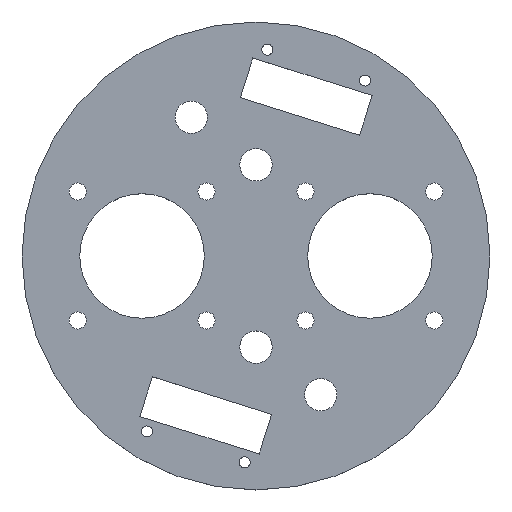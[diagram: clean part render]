
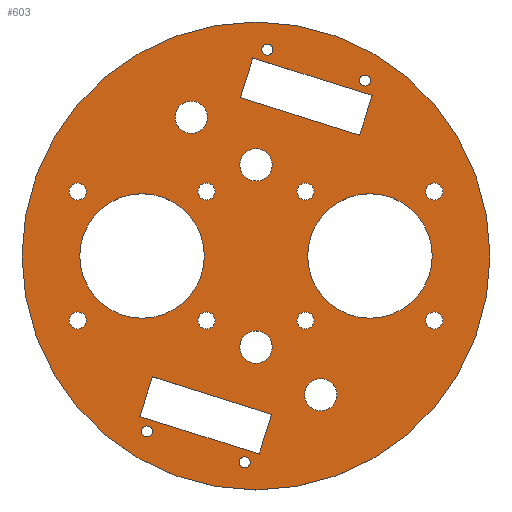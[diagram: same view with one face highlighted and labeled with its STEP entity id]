
A CAD part, top view. The second image highlights one B-rep face of the part: STEP entity #603.
In plain terms, the highlighted planar face has unit normal (0, 0, 1).
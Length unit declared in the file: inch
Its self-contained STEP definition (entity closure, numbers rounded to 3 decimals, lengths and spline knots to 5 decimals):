
#109=CIRCLE('',#665,0.04528);
#110=CIRCLE('',#666,0.04528);
#111=CIRCLE('',#667,1.925);
#112=CIRCLE('',#668,0.5125);
#113=CIRCLE('',#669,0.5125);
#114=CIRCLE('',#670,0.0705);
#115=CIRCLE('',#671,0.0705);
#116=CIRCLE('',#672,0.0705);
#117=CIRCLE('',#673,0.0705);
#118=CIRCLE('',#674,0.0705);
#119=CIRCLE('',#675,0.0705);
#120=CIRCLE('',#676,0.0705);
#121=CIRCLE('',#677,0.0705);
#122=CIRCLE('',#678,0.133);
#123=CIRCLE('',#679,0.133);
#124=CIRCLE('',#680,0.133);
#125=CIRCLE('',#681,0.133);
#126=CIRCLE('',#682,0.04528);
#127=CIRCLE('',#683,0.04528);
#155=ORIENTED_EDGE('',*,*,#279,.T.);
#156=ORIENTED_EDGE('',*,*,#280,.T.);
#157=ORIENTED_EDGE('',*,*,#281,.T.);
#158=ORIENTED_EDGE('',*,*,#282,.T.);
#159=ORIENTED_EDGE('',*,*,#283,.F.);
#160=ORIENTED_EDGE('',*,*,#284,.F.);
#161=ORIENTED_EDGE('',*,*,#285,.T.);
#162=ORIENTED_EDGE('',*,*,#286,.T.);
#163=ORIENTED_EDGE('',*,*,#287,.T.);
#164=ORIENTED_EDGE('',*,*,#288,.F.);
#165=ORIENTED_EDGE('',*,*,#289,.F.);
#166=ORIENTED_EDGE('',*,*,#290,.F.);
#167=ORIENTED_EDGE('',*,*,#291,.F.);
#168=ORIENTED_EDGE('',*,*,#292,.T.);
#169=ORIENTED_EDGE('',*,*,#293,.T.);
#170=ORIENTED_EDGE('',*,*,#294,.T.);
#171=ORIENTED_EDGE('',*,*,#295,.T.);
#172=ORIENTED_EDGE('',*,*,#296,.F.);
#173=ORIENTED_EDGE('',*,*,#297,.F.);
#174=ORIENTED_EDGE('',*,*,#298,.F.);
#175=ORIENTED_EDGE('',*,*,#299,.F.);
#176=ORIENTED_EDGE('',*,*,#300,.F.);
#177=ORIENTED_EDGE('',*,*,#301,.F.);
#178=ORIENTED_EDGE('',*,*,#302,.T.);
#179=ORIENTED_EDGE('',*,*,#303,.T.);
#180=ORIENTED_EDGE('',*,*,#304,.T.);
#181=ORIENTED_EDGE('',*,*,#305,.T.);
#279=EDGE_CURVE('',#341,#342,#376,.F.);
#280=EDGE_CURVE('',#342,#343,#377,.F.);
#281=EDGE_CURVE('',#343,#344,#378,.F.);
#282=EDGE_CURVE('',#344,#341,#379,.F.);
#283=EDGE_CURVE('',#345,#345,#109,.T.);
#284=EDGE_CURVE('',#346,#346,#110,.T.);
#285=EDGE_CURVE('',#347,#347,#111,.T.);
#286=EDGE_CURVE('',#348,#348,#112,.T.);
#287=EDGE_CURVE('',#349,#349,#113,.T.);
#288=EDGE_CURVE('',#350,#350,#114,.T.);
#289=EDGE_CURVE('',#351,#351,#115,.T.);
#290=EDGE_CURVE('',#352,#352,#116,.T.);
#291=EDGE_CURVE('',#353,#353,#117,.T.);
#292=EDGE_CURVE('',#354,#354,#118,.T.);
#293=EDGE_CURVE('',#355,#355,#119,.T.);
#294=EDGE_CURVE('',#356,#356,#120,.T.);
#295=EDGE_CURVE('',#357,#357,#121,.T.);
#296=EDGE_CURVE('',#358,#358,#122,.T.);
#297=EDGE_CURVE('',#359,#359,#123,.T.);
#298=EDGE_CURVE('',#360,#360,#124,.T.);
#299=EDGE_CURVE('',#361,#361,#125,.T.);
#300=EDGE_CURVE('',#362,#362,#126,.T.);
#301=EDGE_CURVE('',#363,#363,#127,.T.);
#302=EDGE_CURVE('',#364,#365,#380,.F.);
#303=EDGE_CURVE('',#365,#366,#381,.F.);
#304=EDGE_CURVE('',#366,#367,#382,.F.);
#305=EDGE_CURVE('',#367,#364,#383,.F.);
#341=VERTEX_POINT('',#961);
#342=VERTEX_POINT('',#962);
#343=VERTEX_POINT('',#964);
#344=VERTEX_POINT('',#966);
#345=VERTEX_POINT('',#969);
#346=VERTEX_POINT('',#971);
#347=VERTEX_POINT('',#973);
#348=VERTEX_POINT('',#975);
#349=VERTEX_POINT('',#977);
#350=VERTEX_POINT('',#979);
#351=VERTEX_POINT('',#981);
#352=VERTEX_POINT('',#983);
#353=VERTEX_POINT('',#985);
#354=VERTEX_POINT('',#987);
#355=VERTEX_POINT('',#989);
#356=VERTEX_POINT('',#991);
#357=VERTEX_POINT('',#993);
#358=VERTEX_POINT('',#995);
#359=VERTEX_POINT('',#997);
#360=VERTEX_POINT('',#999);
#361=VERTEX_POINT('',#1001);
#362=VERTEX_POINT('',#1003);
#363=VERTEX_POINT('',#1005);
#364=VERTEX_POINT('',#1007);
#365=VERTEX_POINT('',#1008);
#366=VERTEX_POINT('',#1010);
#367=VERTEX_POINT('',#1012);
#376=LINE('',#960,#400);
#377=LINE('',#963,#401);
#378=LINE('',#965,#402);
#379=LINE('',#967,#403);
#380=LINE('',#1006,#404);
#381=LINE('',#1009,#405);
#382=LINE('',#1011,#406);
#383=LINE('',#1013,#407);
#400=VECTOR('',#779,39.37008);
#401=VECTOR('',#780,39.37008);
#402=VECTOR('',#781,39.37008);
#403=VECTOR('',#782,39.37008);
#404=VECTOR('',#821,39.37008);
#405=VECTOR('',#822,39.37008);
#406=VECTOR('',#823,39.37008);
#407=VECTOR('',#824,39.37008);
#437=EDGE_LOOP('',(#155,#156,#157,#158));
#438=EDGE_LOOP('',(#159));
#439=EDGE_LOOP('',(#160));
#440=EDGE_LOOP('',(#161));
#441=EDGE_LOOP('',(#162));
#442=EDGE_LOOP('',(#163));
#443=EDGE_LOOP('',(#164));
#444=EDGE_LOOP('',(#165));
#445=EDGE_LOOP('',(#166));
#446=EDGE_LOOP('',(#167));
#447=EDGE_LOOP('',(#168));
#448=EDGE_LOOP('',(#169));
#449=EDGE_LOOP('',(#170));
#450=EDGE_LOOP('',(#171));
#451=EDGE_LOOP('',(#172));
#452=EDGE_LOOP('',(#173));
#453=EDGE_LOOP('',(#174));
#454=EDGE_LOOP('',(#175));
#455=EDGE_LOOP('',(#176));
#456=EDGE_LOOP('',(#177));
#457=EDGE_LOOP('',(#178,#179,#180,#181));
#525=FACE_BOUND('',#437,.T.);
#526=FACE_BOUND('',#438,.T.);
#527=FACE_BOUND('',#439,.T.);
#528=FACE_BOUND('',#440,.T.);
#529=FACE_BOUND('',#441,.T.);
#530=FACE_BOUND('',#442,.T.);
#531=FACE_BOUND('',#443,.T.);
#532=FACE_BOUND('',#444,.T.);
#533=FACE_BOUND('',#445,.T.);
#534=FACE_BOUND('',#446,.T.);
#535=FACE_BOUND('',#447,.T.);
#536=FACE_BOUND('',#448,.T.);
#537=FACE_BOUND('',#449,.T.);
#538=FACE_BOUND('',#450,.T.);
#539=FACE_BOUND('',#451,.T.);
#540=FACE_BOUND('',#452,.T.);
#541=FACE_BOUND('',#453,.T.);
#542=FACE_BOUND('',#454,.T.);
#543=FACE_BOUND('',#455,.T.);
#544=FACE_BOUND('',#456,.T.);
#545=FACE_BOUND('',#457,.T.);
#593=PLANE('',#664);
#603=ADVANCED_FACE('',(#525,#526,#527,#528,#529,#530,#531,#532,#533,#534,
#535,#536,#537,#538,#539,#540,#541,#542,#543,#544,#545),#593,.T.);
#664=AXIS2_PLACEMENT_3D('',#959,#777,#778);
#665=AXIS2_PLACEMENT_3D('',#968,#783,#784);
#666=AXIS2_PLACEMENT_3D('',#970,#785,#786);
#667=AXIS2_PLACEMENT_3D('',#972,#787,#788);
#668=AXIS2_PLACEMENT_3D('',#974,#789,#790);
#669=AXIS2_PLACEMENT_3D('',#976,#791,#792);
#670=AXIS2_PLACEMENT_3D('',#978,#793,#794);
#671=AXIS2_PLACEMENT_3D('',#980,#795,#796);
#672=AXIS2_PLACEMENT_3D('',#982,#797,#798);
#673=AXIS2_PLACEMENT_3D('',#984,#799,#800);
#674=AXIS2_PLACEMENT_3D('',#986,#801,#802);
#675=AXIS2_PLACEMENT_3D('',#988,#803,#804);
#676=AXIS2_PLACEMENT_3D('',#990,#805,#806);
#677=AXIS2_PLACEMENT_3D('',#992,#807,#808);
#678=AXIS2_PLACEMENT_3D('',#994,#809,#810);
#679=AXIS2_PLACEMENT_3D('',#996,#811,#812);
#680=AXIS2_PLACEMENT_3D('',#998,#813,#814);
#681=AXIS2_PLACEMENT_3D('',#1000,#815,#816);
#682=AXIS2_PLACEMENT_3D('',#1002,#817,#818);
#683=AXIS2_PLACEMENT_3D('',#1004,#819,#820);
#777=DIRECTION('',(0.,0.,1.));
#778=DIRECTION('',(1.,0.,0.));
#779=DIRECTION('',(0.301,0.954,0.));
#780=DIRECTION('',(0.954,-0.301,0.));
#781=DIRECTION('',(-0.301,-0.954,0.));
#782=DIRECTION('',(-0.954,0.301,0.));
#783=DIRECTION('',(0.,0.,1.));
#784=DIRECTION('',(1.,0.,0.));
#785=DIRECTION('',(0.,0.,1.));
#786=DIRECTION('',(1.,0.,0.));
#787=DIRECTION('',(0.,0.,1.));
#788=DIRECTION('',(1.,0.,0.));
#789=DIRECTION('',(0.,0.,-1.));
#790=DIRECTION('',(-1.,0.,0.));
#791=DIRECTION('',(0.,0.,-1.));
#792=DIRECTION('',(-1.,0.,0.));
#793=DIRECTION('',(0.,0.,1.));
#794=DIRECTION('',(1.,0.,0.));
#795=DIRECTION('',(0.,0.,1.));
#796=DIRECTION('',(1.,0.,0.));
#797=DIRECTION('',(0.,0.,1.));
#798=DIRECTION('',(1.,0.,0.));
#799=DIRECTION('',(0.,0.,1.));
#800=DIRECTION('',(1.,0.,0.));
#801=DIRECTION('',(0.,0.,-1.));
#802=DIRECTION('',(-1.,0.,0.));
#803=DIRECTION('',(0.,0.,-1.));
#804=DIRECTION('',(-1.,0.,0.));
#805=DIRECTION('',(0.,0.,-1.));
#806=DIRECTION('',(-1.,0.,0.));
#807=DIRECTION('',(0.,0.,-1.));
#808=DIRECTION('',(-1.,0.,0.));
#809=DIRECTION('',(0.,0.,1.));
#810=DIRECTION('',(1.,0.,0.));
#811=DIRECTION('',(0.,0.,1.));
#812=DIRECTION('',(1.,0.,0.));
#813=DIRECTION('',(0.,0.,1.));
#814=DIRECTION('',(1.,0.,0.));
#815=DIRECTION('',(0.,0.,1.));
#816=DIRECTION('',(1.,0.,0.));
#817=DIRECTION('',(0.,0.,1.));
#818=DIRECTION('',(1.,0.,0.));
#819=DIRECTION('',(0.,0.,1.));
#820=DIRECTION('',(1.,0.,0.));
#821=DIRECTION('',(-0.301,-0.954,0.));
#822=DIRECTION('',(-0.954,0.301,0.));
#823=DIRECTION('',(0.301,0.954,0.));
#824=DIRECTION('',(0.954,-0.301,0.));
#959=CARTESIAN_POINT('',(0.,0.,0.125));
#960=CARTESIAN_POINT('',(0.49056,-0.15467,0.125));
#961=CARTESIAN_POINT('',(0.12859,-1.3027,0.125));
#962=CARTESIAN_POINT('',(0.02559,-1.62937,0.125));
#963=CARTESIAN_POINT('',(-0.46497,-1.47469,0.125));
#964=CARTESIAN_POINT('',(-0.95553,-1.32002,0.125));
#965=CARTESIAN_POINT('',(-0.49056,0.15467,0.125));
#966=CARTESIAN_POINT('',(-0.85254,-0.99335,0.125));
#967=CARTESIAN_POINT('',(-0.36197,-1.14803,0.125));
#968=CARTESIAN_POINT('',(-0.09283,-1.69729,0.125));
#969=CARTESIAN_POINT('',(-0.04756,-1.69729,0.125));
#970=CARTESIAN_POINT('',(-0.89748,-1.44359,0.125));
#971=CARTESIAN_POINT('',(-0.85221,-1.44359,0.125));
#972=CARTESIAN_POINT('',(0.,0.,0.125));
#973=CARTESIAN_POINT('',(1.925,0.,0.125));
#974=CARTESIAN_POINT('',(-0.9375,0.,0.125));
#975=CARTESIAN_POINT('',(-1.45,0.,0.125));
#976=CARTESIAN_POINT('',(0.9375,0.,0.125));
#977=CARTESIAN_POINT('',(0.425,0.,0.125));
#978=CARTESIAN_POINT('',(-0.40717,0.53033,0.125));
#979=CARTESIAN_POINT('',(-0.33667,0.53033,0.125));
#980=CARTESIAN_POINT('',(-1.46783,-0.53033,0.125));
#981=CARTESIAN_POINT('',(-1.39733,-0.53033,0.125));
#982=CARTESIAN_POINT('',(-1.46783,0.53033,0.125));
#983=CARTESIAN_POINT('',(-1.39733,0.53033,0.125));
#984=CARTESIAN_POINT('',(-0.40717,-0.53033,0.125));
#985=CARTESIAN_POINT('',(-0.33667,-0.53033,0.125));
#986=CARTESIAN_POINT('',(1.46783,-0.53033,0.125));
#987=CARTESIAN_POINT('',(1.39733,-0.53033,0.125));
#988=CARTESIAN_POINT('',(0.40717,-0.53033,0.125));
#989=CARTESIAN_POINT('',(0.33667,-0.53033,0.125));
#990=CARTESIAN_POINT('',(0.40717,0.53033,0.125));
#991=CARTESIAN_POINT('',(0.33667,0.53033,0.125));
#992=CARTESIAN_POINT('',(1.46783,0.53033,0.125));
#993=CARTESIAN_POINT('',(1.39733,0.53033,0.125));
#994=CARTESIAN_POINT('',(0.,-0.75,0.125));
#995=CARTESIAN_POINT('',(0.133,-0.75,0.125));
#996=CARTESIAN_POINT('',(0.,0.75,0.125));
#997=CARTESIAN_POINT('',(0.133,0.75,0.125));
#998=CARTESIAN_POINT('',(0.53243,-1.14181,0.125));
#999=CARTESIAN_POINT('',(0.66543,-1.14181,0.125));
#1000=CARTESIAN_POINT('',(-0.53243,1.14181,0.125));
#1001=CARTESIAN_POINT('',(-0.39943,1.14181,0.125));
#1002=CARTESIAN_POINT('',(0.89748,1.44359,0.125));
#1003=CARTESIAN_POINT('',(0.94276,1.44359,0.125));
#1004=CARTESIAN_POINT('',(0.09283,1.69729,0.125));
#1005=CARTESIAN_POINT('',(0.13811,1.69729,0.125));
#1006=CARTESIAN_POINT('',(-0.49056,0.15467,0.125));
#1007=CARTESIAN_POINT('',(-0.12859,1.3027,0.125));
#1008=CARTESIAN_POINT('',(-0.02559,1.62937,0.125));
#1009=CARTESIAN_POINT('',(0.46497,1.47469,0.125));
#1010=CARTESIAN_POINT('',(0.95553,1.32002,0.125));
#1011=CARTESIAN_POINT('',(0.49056,-0.15467,0.125));
#1012=CARTESIAN_POINT('',(0.85254,0.99335,0.125));
#1013=CARTESIAN_POINT('',(0.36197,1.14803,0.125));
